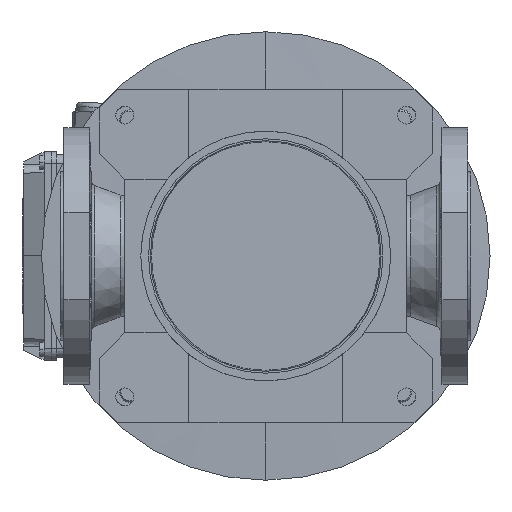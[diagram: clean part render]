
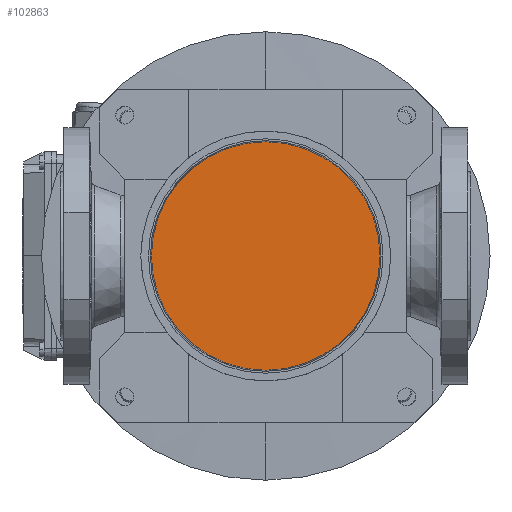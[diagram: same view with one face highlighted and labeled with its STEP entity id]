
A CAD part, front view. The second image highlights one B-rep face of the part: STEP entity #102863.
In plain terms, the highlighted planar face has unit normal (0, -1, 0).
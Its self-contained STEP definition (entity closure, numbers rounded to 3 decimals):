
#1673 = CARTESIAN_POINT ( 'NONE',  ( 0., -46., 89.214 ) ) ;
#4786 = AXIS2_PLACEMENT_3D ( 'NONE', #115685, #66768, #14185 ) ;
#14185 = DIRECTION ( 'NONE',  ( 0., 0., 1. ) ) ;
#17125 = CIRCLE ( 'NONE', #4786, 89.214 ) ;
#20724 = CARTESIAN_POINT ( 'NONE',  ( 0., -46., 0. ) ) ;
#27144 = AXIS2_PLACEMENT_3D ( 'NONE', #51535, #83019, #122291 ) ;
#47365 = ORIENTED_EDGE ( 'NONE', *, *, #119377, .F. ) ;
#50266 = DIRECTION ( 'NONE',  ( 0., -1., 0. ) ) ;
#51535 = CARTESIAN_POINT ( 'NONE',  ( 0., -46., 0. ) ) ;
#56296 = ORIENTED_EDGE ( 'NONE', *, *, #105037, .F. ) ;
#59941 = DIRECTION ( 'NONE',  ( 0., 0., -1. ) ) ;
#62994 = CARTESIAN_POINT ( 'NONE',  ( 0., -46., -89.214 ) ) ;
#66768 = DIRECTION ( 'NONE',  ( 0., 1., 0. ) ) ;
#69592 = FACE_OUTER_BOUND ( 'NONE', #81605, .T. ) ;
#78709 = VERTEX_POINT ( 'NONE', #62994 ) ;
#81605 = EDGE_LOOP ( 'NONE', ( #47365, #56296 ) ) ;
#83019 = DIRECTION ( 'NONE',  ( 0., 1., 0. ) ) ;
#102863 = ADVANCED_FACE ( 'NONE', ( #69592 ), #108855, .T. ) ;
#103011 = AXIS2_PLACEMENT_3D ( 'NONE', #20724, #50266, #59941 ) ;
#105037 = EDGE_CURVE ( 'NONE', #116735, #78709, #17125, .T. ) ;
#108855 = PLANE ( 'NONE',  #103011 ) ;
#115685 = CARTESIAN_POINT ( 'NONE',  ( 0., -46., 0. ) ) ;
#116735 = VERTEX_POINT ( 'NONE', #1673 ) ;
#119377 = EDGE_CURVE ( 'NONE', #78709, #116735, #125801, .T. ) ;
#122291 = DIRECTION ( 'NONE',  ( 0., 0., 1. ) ) ;
#125801 = CIRCLE ( 'NONE', #27144, 89.214 ) ;
